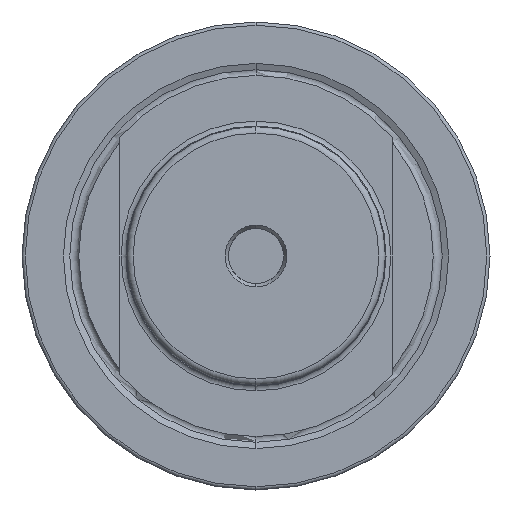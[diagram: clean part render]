
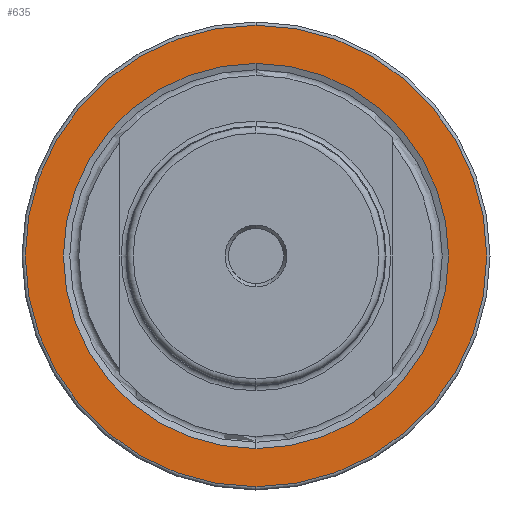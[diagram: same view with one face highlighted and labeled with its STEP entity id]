
A CAD part, left-side view. The second image highlights one B-rep face of the part: STEP entity #635.
In plain terms, the highlighted planar face has unit normal (-1, 0, 0).
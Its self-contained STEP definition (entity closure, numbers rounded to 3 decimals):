
#159 = CIRCLE ( 'NONE', #8402, 29.626 ) ;
#379 = AXIS2_PLACEMENT_3D ( 'NONE', #6473, #6496, #6630 ) ;
#635 = ADVANCED_FACE ( 'NONE', ( #2621, #6779 ), #5005, .F. ) ;
#647 = EDGE_LOOP ( 'NONE', ( #7096, #10731 ) ) ;
#790 = DIRECTION ( 'NONE',  ( -1., 0., 0. ) ) ;
#1192 = EDGE_CURVE ( 'NONE', #4554, #9259, #159, .T. ) ;
#1313 = ORIENTED_EDGE ( 'NONE', *, *, #9712, .T. ) ;
#1342 = EDGE_CURVE ( 'NONE', #9815, #8363, #3773, .T. ) ;
#1589 = CIRCLE ( 'NONE', #4781, 35.5 ) ;
#2445 = CARTESIAN_POINT ( 'NONE',  ( 40., 0., 0. ) ) ;
#2597 = CIRCLE ( 'NONE', #5654, 29.626 ) ;
#2621 = FACE_BOUND ( 'NONE', #647, .T. ) ;
#2628 = EDGE_CURVE ( 'NONE', #9259, #4554, #2597, .T. ) ;
#3269 = DIRECTION ( 'NONE',  ( 0., 0., 1. ) ) ;
#3341 = CARTESIAN_POINT ( 'NONE',  ( 40., 0., -35.5 ) ) ;
#3773 = CIRCLE ( 'NONE', #379, 35.5 ) ;
#4554 = VERTEX_POINT ( 'NONE', #6924 ) ;
#4781 = AXIS2_PLACEMENT_3D ( 'NONE', #2445, #8266, #3269 ) ;
#5005 = PLANE ( 'NONE',  #5424 ) ;
#5384 = EDGE_LOOP ( 'NONE', ( #1313, #5947 ) ) ;
#5389 = CARTESIAN_POINT ( 'NONE',  ( 40., 0., 29.626 ) ) ;
#5424 = AXIS2_PLACEMENT_3D ( 'NONE', #5389, #5465, #5472 ) ;
#5465 = DIRECTION ( 'NONE',  ( 1., 0., 0. ) ) ;
#5472 = DIRECTION ( 'NONE',  ( 0., 0., -1. ) ) ;
#5582 = CARTESIAN_POINT ( 'NONE',  ( 40., 0., 0. ) ) ;
#5654 = AXIS2_PLACEMENT_3D ( 'NONE', #5732, #790, #6592 ) ;
#5732 = CARTESIAN_POINT ( 'NONE',  ( 40., 0., 0. ) ) ;
#5947 = ORIENTED_EDGE ( 'NONE', *, *, #1342, .T. ) ;
#6473 = CARTESIAN_POINT ( 'NONE',  ( 40., 0., 0. ) ) ;
#6496 = DIRECTION ( 'NONE',  ( -1., 0., 0. ) ) ;
#6592 = DIRECTION ( 'NONE',  ( 0., 0., 1. ) ) ;
#6630 = DIRECTION ( 'NONE',  ( 0., 0., 1. ) ) ;
#6779 = FACE_OUTER_BOUND ( 'NONE', #5384, .T. ) ;
#6924 = CARTESIAN_POINT ( 'NONE',  ( 40., 0., 29.626 ) ) ;
#7096 = ORIENTED_EDGE ( 'NONE', *, *, #1192, .F. ) ;
#8266 = DIRECTION ( 'NONE',  ( -1., 0., 0. ) ) ;
#8363 = VERTEX_POINT ( 'NONE', #10062 ) ;
#8402 = AXIS2_PLACEMENT_3D ( 'NONE', #5582, #10616, #10625 ) ;
#9259 = VERTEX_POINT ( 'NONE', #10134 ) ;
#9712 = EDGE_CURVE ( 'NONE', #8363, #9815, #1589, .T. ) ;
#9815 = VERTEX_POINT ( 'NONE', #3341 ) ;
#10062 = CARTESIAN_POINT ( 'NONE',  ( 40., 0., 35.5 ) ) ;
#10134 = CARTESIAN_POINT ( 'NONE',  ( 40., 0., -29.626 ) ) ;
#10616 = DIRECTION ( 'NONE',  ( -1., 0., 0. ) ) ;
#10625 = DIRECTION ( 'NONE',  ( 0., 0., 1. ) ) ;
#10731 = ORIENTED_EDGE ( 'NONE', *, *, #2628, .F. ) ;
